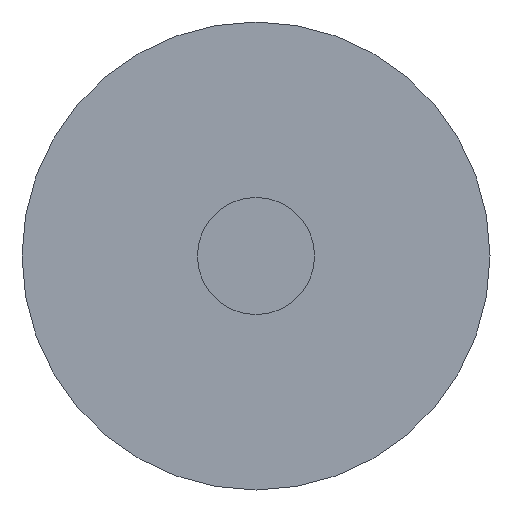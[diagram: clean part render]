
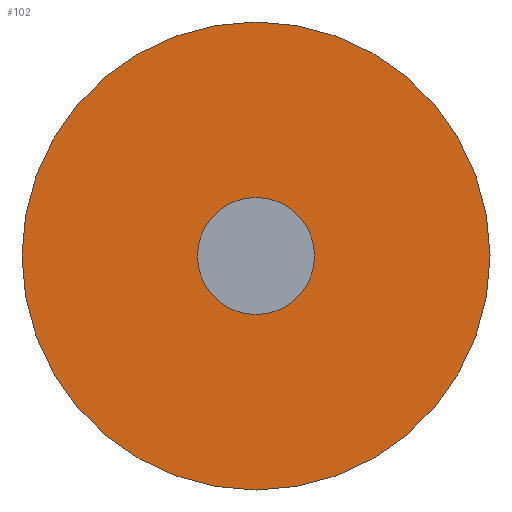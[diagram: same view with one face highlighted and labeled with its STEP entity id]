
A CAD part, front view. The second image highlights one B-rep face of the part: STEP entity #102.
In plain terms, the highlighted planar face has unit normal (0, -1, 0).
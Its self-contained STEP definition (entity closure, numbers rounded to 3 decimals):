
#5 = FACE_BOUND ( 'NONE', #183, .T. ) ;
#6 = DIRECTION ( 'NONE',  ( 0., 0., 1. ) ) ;
#15 = DIRECTION ( 'NONE',  ( 0., -1., 0. ) ) ;
#23 = EDGE_CURVE ( 'NONE', #248, #100, #63, .T. ) ;
#39 = DIRECTION ( 'NONE',  ( 0., 0., 1. ) ) ;
#45 = EDGE_LOOP ( 'NONE', ( #256, #280 ) ) ;
#59 = CARTESIAN_POINT ( 'NONE',  ( 0., 0., 0. ) ) ;
#60 = EDGE_CURVE ( 'NONE', #77, #311, #196, .T. ) ;
#63 = CIRCLE ( 'NONE', #136, 10. ) ;
#64 = DIRECTION ( 'NONE',  ( 0., -1., 0. ) ) ;
#77 = VERTEX_POINT ( 'NONE', #162 ) ;
#100 = VERTEX_POINT ( 'NONE', #158 ) ;
#102 = ADVANCED_FACE ( 'NONE', ( #5, #265 ), #112, .F. ) ;
#111 = CARTESIAN_POINT ( 'NONE',  ( 0., 0., 0. ) ) ;
#112 = PLANE ( 'NONE',  #286 ) ;
#130 = EDGE_CURVE ( 'NONE', #100, #248, #251, .T. ) ;
#136 = AXIS2_PLACEMENT_3D ( 'NONE', #111, #322, #6 ) ;
#158 = CARTESIAN_POINT ( 'NONE',  ( 0., 0., 10. ) ) ;
#161 = DIRECTION ( 'NONE',  ( 0., 1., 0. ) ) ;
#162 = CARTESIAN_POINT ( 'NONE',  ( 0., 0., 2.5 ) ) ;
#173 = EDGE_CURVE ( 'NONE', #311, #77, #210, .T. ) ;
#183 = EDGE_LOOP ( 'NONE', ( #285, #208 ) ) ;
#196 = CIRCLE ( 'NONE', #323, 2.5 ) ;
#208 = ORIENTED_EDGE ( 'NONE', *, *, #60, .F. ) ;
#210 = CIRCLE ( 'NONE', #296, 2.5 ) ;
#217 = DIRECTION ( 'NONE',  ( 0., 1., 0. ) ) ;
#238 = DIRECTION ( 'NONE',  ( 0., 0., 1. ) ) ;
#239 = AXIS2_PLACEMENT_3D ( 'NONE', #241, #217, #238 ) ;
#241 = CARTESIAN_POINT ( 'NONE',  ( 0., 0., 0. ) ) ;
#246 = CARTESIAN_POINT ( 'NONE',  ( 0., 0., -10. ) ) ;
#248 = VERTEX_POINT ( 'NONE', #246 ) ;
#251 = CIRCLE ( 'NONE', #239, 10. ) ;
#256 = ORIENTED_EDGE ( 'NONE', *, *, #23, .F. ) ;
#265 = FACE_OUTER_BOUND ( 'NONE', #45, .T. ) ;
#280 = ORIENTED_EDGE ( 'NONE', *, *, #130, .F. ) ;
#285 = ORIENTED_EDGE ( 'NONE', *, *, #173, .F. ) ;
#286 = AXIS2_PLACEMENT_3D ( 'NONE', #59, #161, #39 ) ;
#289 = CARTESIAN_POINT ( 'NONE',  ( 0., 0., 0. ) ) ;
#293 = DIRECTION ( 'NONE',  ( 0., 0., -1. ) ) ;
#296 = AXIS2_PLACEMENT_3D ( 'NONE', #324, #15, #328 ) ;
#311 = VERTEX_POINT ( 'NONE', #327 ) ;
#322 = DIRECTION ( 'NONE',  ( 0., 1., 0. ) ) ;
#323 = AXIS2_PLACEMENT_3D ( 'NONE', #289, #64, #293 ) ;
#324 = CARTESIAN_POINT ( 'NONE',  ( 0., 0., 0. ) ) ;
#327 = CARTESIAN_POINT ( 'NONE',  ( 0., 0., -2.5 ) ) ;
#328 = DIRECTION ( 'NONE',  ( 0., 0., -1. ) ) ;
